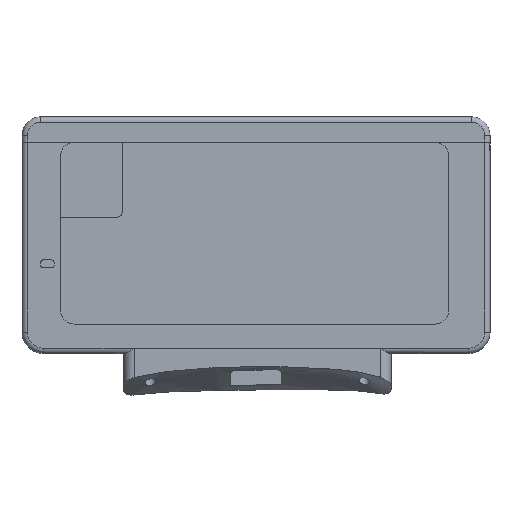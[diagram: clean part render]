
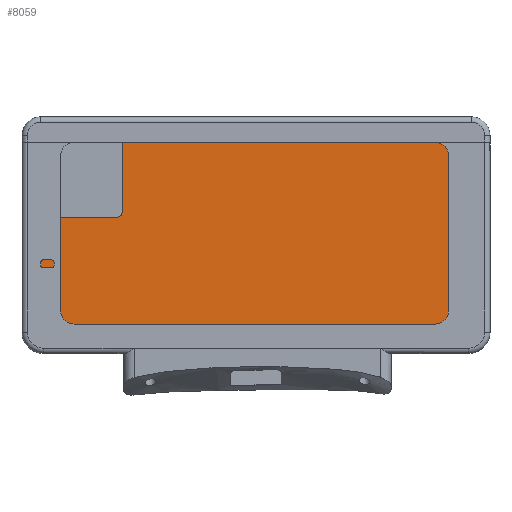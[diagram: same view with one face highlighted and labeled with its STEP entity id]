
A CAD part, top view. The second image highlights one B-rep face of the part: STEP entity #8059.
In plain terms, the highlighted planar face has unit normal (0, 0, 1).
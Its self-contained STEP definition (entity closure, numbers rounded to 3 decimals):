
#3084=CARTESIAN_POINT('',(-78.972,34.,-0.5));
#3085=VERTEX_POINT('',#3084);
#3120=CARTESIAN_POINT('',(-78.5,34.,-0.5));
#3121=VERTEX_POINT('',#3120);
#3122=CARTESIAN_POINT('',(-78.972,34.,-0.5));
#3123=DIRECTION('',(1.,0.,0.));
#3124=VECTOR('',#3123,0.472);
#3125=LINE('',#3122,#3124);
#3126=EDGE_CURVE('',#3085,#3121,#3125,.T.);
#3144=CARTESIAN_POINT('',(-48.5,34.,-0.5));
#3145=VERTEX_POINT('',#3144);
#3152=CARTESIAN_POINT('',(74.972,34.,-0.5));
#3153=VERTEX_POINT('',#3152);
#3154=CARTESIAN_POINT('',(-48.5,34.,-0.5));
#3155=DIRECTION('',(1.,0.,0.));
#3156=VECTOR('',#3155,123.472);
#3157=LINE('',#3154,#3156);
#3158=EDGE_CURVE('',#3145,#3153,#3157,.T.);
#3601=CARTESIAN_POINT('',(-78.5,8.,-0.5));
#3602=VERTEX_POINT('',#3601);
#3603=CARTESIAN_POINT('',(-78.5,8.,-0.5));
#3604=DIRECTION('',(0.,1.,0.));
#3605=VECTOR('',#3604,26.);
#3606=LINE('',#3603,#3605);
#3607=EDGE_CURVE('',#3602,#3121,#3606,.T.);
#7765=CARTESIAN_POINT('',(-50.5,6.,-0.5));
#7766=VERTEX_POINT('',#7765);
#7773=CARTESIAN_POINT('',(-48.5,8.,-0.5));
#7774=VERTEX_POINT('',#7773);
#7775=CARTESIAN_POINT('',(-50.5,8.,-0.5));
#7776=DIRECTION('',(0.,0.,1.));
#7777=DIRECTION('',(1.,0.,-0.));
#7778=AXIS2_PLACEMENT_3D('',#7775,#7776,#7777);
#7779=CIRCLE('',#7778,2.);
#7780=EDGE_CURVE('',#7766,#7774,#7779,.T.);
#7806=CARTESIAN_POINT('',(-76.5,6.,-0.5));
#7807=VERTEX_POINT('',#7806);
#7808=CARTESIAN_POINT('',(-76.5,8.,-0.5));
#7809=DIRECTION('',(0.,0.,1.));
#7810=DIRECTION('',(1.,0.,-0.));
#7811=AXIS2_PLACEMENT_3D('',#7808,#7809,#7810);
#7812=CIRCLE('',#7811,2.);
#7813=EDGE_CURVE('',#3602,#7807,#7812,.T.);
#7853=CARTESIAN_POINT('',(-48.5,34.,-0.5));
#7854=DIRECTION('',(-0.,-1.,0.));
#7855=VECTOR('',#7854,26.);
#7856=LINE('',#7853,#7855);
#7857=EDGE_CURVE('',#3145,#7774,#7856,.T.);
#7870=CARTESIAN_POINT('',(-50.5,6.,-0.5));
#7871=DIRECTION('',(-1.,0.,0.));
#7872=VECTOR('',#7871,26.);
#7873=LINE('',#7870,#7872);
#7874=EDGE_CURVE('',#7766,#7807,#7873,.T.);
#7888=CARTESIAN_POINT('',(76.5,30.,-0.5));
#7889=VERTEX_POINT('',#7888);
#7890=CARTESIAN_POINT('',(70.5,30.,-0.5));
#7891=DIRECTION('',(-0.,-0.,-1.));
#7892=DIRECTION('',(1.,0.,-0.));
#7893=AXIS2_PLACEMENT_3D('',#7890,#7891,#7892);
#7894=CIRCLE('',#7893,6.);
#7895=EDGE_CURVE('',#3153,#7889,#7894,.T.);
#7915=CARTESIAN_POINT('',(76.5,-30.,-0.5));
#7916=VERTEX_POINT('',#7915);
#7917=CARTESIAN_POINT('',(76.5,30.,-0.5));
#7918=DIRECTION('',(-0.,-1.,0.));
#7919=VECTOR('',#7918,60.);
#7920=LINE('',#7917,#7919);
#7921=EDGE_CURVE('',#7889,#7916,#7920,.T.);
#7938=CARTESIAN_POINT('',(70.5,-36.,-0.5));
#7939=VERTEX_POINT('',#7938);
#7940=CARTESIAN_POINT('',(-74.5,-36.,-0.5));
#7941=VERTEX_POINT('',#7940);
#7942=CARTESIAN_POINT('',(70.5,-36.,-0.5));
#7943=DIRECTION('',(-1.,-0.,0.));
#7944=VECTOR('',#7943,145.);
#7945=LINE('',#7942,#7944);
#7946=EDGE_CURVE('',#7939,#7941,#7945,.T.);
#7982=CARTESIAN_POINT('',(70.5,-30.,-0.5));
#7983=DIRECTION('',(-0.,-0.,-1.));
#7984=DIRECTION('',(1.,0.,-0.));
#7985=AXIS2_PLACEMENT_3D('',#7982,#7983,#7984);
#7986=CIRCLE('',#7985,6.);
#7987=EDGE_CURVE('',#7916,#7939,#7986,.T.);
#8017=CARTESIAN_POINT('',(-3.5,-1.,-0.5));
#8018=DIRECTION('',(0.,0.,1.));
#8019=DIRECTION('',(1.,0.,0.));
#8020=AXIS2_PLACEMENT_3D('',#8017,#8018,#8019);
#8021=PLANE('',#8020);
#8022=ORIENTED_EDGE('',*,*,#3607,.T.);
#8023=ORIENTED_EDGE('',*,*,#3126,.F.);
#8024=CARTESIAN_POINT('',(-80.5,30.,-0.5));
#8025=VERTEX_POINT('',#8024);
#8026=CARTESIAN_POINT('',(-74.5,30.,-0.5));
#8027=DIRECTION('',(-0.,-0.,-1.));
#8028=DIRECTION('',(1.,0.,-0.));
#8029=AXIS2_PLACEMENT_3D('',#8026,#8027,#8028);
#8030=CIRCLE('',#8029,6.);
#8031=EDGE_CURVE('',#8025,#3085,#8030,.T.);
#8032=ORIENTED_EDGE('',*,*,#8031,.F.);
#8033=CARTESIAN_POINT('',(-80.5,-30.,-0.5));
#8034=VERTEX_POINT('',#8033);
#8035=CARTESIAN_POINT('',(-80.5,-30.,-0.5));
#8036=DIRECTION('',(-0.,1.,0.));
#8037=VECTOR('',#8036,60.);
#8038=LINE('',#8035,#8037);
#8039=EDGE_CURVE('',#8034,#8025,#8038,.T.);
#8040=ORIENTED_EDGE('',*,*,#8039,.F.);
#8041=CARTESIAN_POINT('',(-74.5,-30.,-0.5));
#8042=DIRECTION('',(-0.,-0.,-1.));
#8043=DIRECTION('',(1.,0.,-0.));
#8044=AXIS2_PLACEMENT_3D('',#8041,#8042,#8043);
#8045=CIRCLE('',#8044,6.);
#8046=EDGE_CURVE('',#7941,#8034,#8045,.T.);
#8047=ORIENTED_EDGE('',*,*,#8046,.F.);
#8048=ORIENTED_EDGE('',*,*,#7946,.F.);
#8049=ORIENTED_EDGE('',*,*,#7987,.F.);
#8050=ORIENTED_EDGE('',*,*,#7921,.F.);
#8051=ORIENTED_EDGE('',*,*,#7895,.F.);
#8052=ORIENTED_EDGE('',*,*,#3158,.F.);
#8053=ORIENTED_EDGE('',*,*,#7857,.T.);
#8054=ORIENTED_EDGE('',*,*,#7780,.F.);
#8055=ORIENTED_EDGE('',*,*,#7874,.T.);
#8056=ORIENTED_EDGE('',*,*,#7813,.F.);
#8057=EDGE_LOOP('',(#8022,#8023,#8032,#8040,#8047,#8048,#8049,#8050,#8051,#8052,#8053,#8054,#8055,#8056));
#8058=FACE_BOUND('',#8057,.T.);
#8059=ADVANCED_FACE('',(#8058),#8021,.T.);
